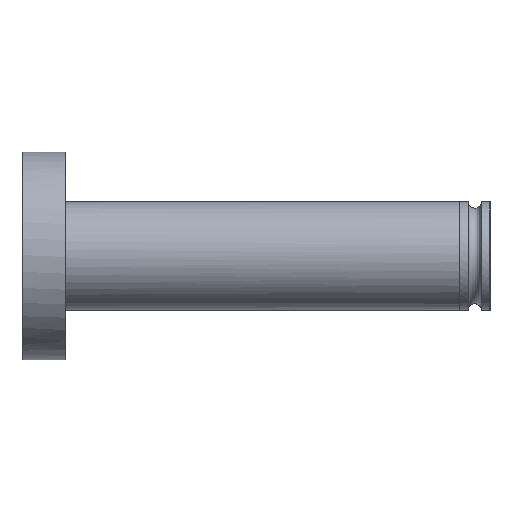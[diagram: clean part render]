
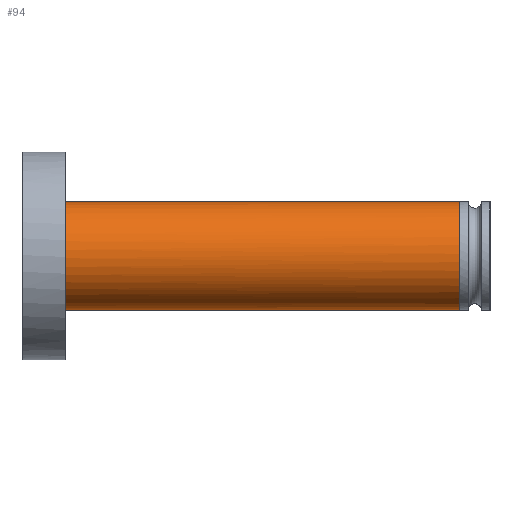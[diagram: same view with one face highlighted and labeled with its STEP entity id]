
A CAD part, left-side view. The second image highlights one B-rep face of the part: STEP entity #94.
In plain terms, the highlighted free-form (B-spline) face has degree [3, 1] with [4, 2] control points.
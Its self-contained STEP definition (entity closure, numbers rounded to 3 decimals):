
#94=ADVANCED_FACE('',(#126),#898,.T.);
#126=FACE_OUTER_BOUND('',#160,.T.);
#160=EDGE_LOOP('',(#205,#206,#207,#208));
#205=ORIENTED_EDGE('',*,*,#693,.T.);
#206=ORIENTED_EDGE('',*,*,#690,.F.);
#207=ORIENTED_EDGE('',*,*,#694,.T.);
#208=ORIENTED_EDGE('',*,*,#688,.F.);
#302=PCURVE('',#897,#404);
#304=PCURVE('',#897,#406);
#307=PCURVE('',#898,#409);
#308=PCURVE('',#898,#410);
#309=PCURVE('',#898,#411);
#310=PCURVE('',#898,#412);
#404=DEFINITIONAL_REPRESENTATION('',(#506),#2188);
#406=DEFINITIONAL_REPRESENTATION('',(#508),#2188);
#409=DEFINITIONAL_REPRESENTATION('',(#512),#2188);
#410=DEFINITIONAL_REPRESENTATION('',(#513),#2188);
#411=DEFINITIONAL_REPRESENTATION('',(#514),#2188);
#412=DEFINITIONAL_REPRESENTATION('',(#515),#2188);
#506=B_SPLINE_CURVE_WITH_KNOTS('',1,(#1143,#1144),.UNSPECIFIED.,.F.,.F.,
(2,2),(0.,1.),.UNSPECIFIED.);
#508=B_SPLINE_CURVE_WITH_KNOTS('',1,(#1153,#1154),.UNSPECIFIED.,.F.,.F.,
(2,2),(-1.,0.),.UNSPECIFIED.);
#512=B_SPLINE_CURVE_WITH_KNOTS('',1,(#1214,#1215),.UNSPECIFIED.,.F.,.F.,
(2,2),(0.5,1.),.UNSPECIFIED.);
#513=B_SPLINE_CURVE_WITH_KNOTS('',1,(#1216,#1217),.UNSPECIFIED.,.F.,.F.,
(2,2),(-1.,0.),.UNSPECIFIED.);
#514=B_SPLINE_CURVE_WITH_KNOTS('',1,(#1222,#1223),.UNSPECIFIED.,.F.,.F.,
(2,2),(-1.,-0.5),.UNSPECIFIED.);
#515=B_SPLINE_CURVE_WITH_KNOTS('',1,(#1224,#1225),.UNSPECIFIED.,.F.,.F.,
(2,2),(0.,1.),.UNSPECIFIED.);
#608=SURFACE_CURVE('',#768,(#302,#310),.PCURVE_S1.);
#610=SURFACE_CURVE('',#770,(#304,#308),.PCURVE_S1.);
#613=SURFACE_CURVE('',#772,(#307),.PCURVE_S1.);
#614=SURFACE_CURVE('',#773,(#309),.PCURVE_S1.);
#688=EDGE_CURVE('',#847,#848,#608,.T.);
#690=EDGE_CURVE('',#845,#844,#610,.T.);
#693=EDGE_CURVE('',#847,#844,#613,.T.);
#694=EDGE_CURVE('',#845,#848,#614,.T.);
#768=(
BOUNDED_CURVE()
B_SPLINE_CURVE(1,(#1141,#1142),.UNSPECIFIED.,.F.,.F.)
B_SPLINE_CURVE_WITH_KNOTS((2,2),(0.,1.),.UNSPECIFIED.)
CURVE()
GEOMETRIC_REPRESENTATION_ITEM()
RATIONAL_B_SPLINE_CURVE((1.,1.))
REPRESENTATION_ITEM('')
);
#770=(
BOUNDED_CURVE()
B_SPLINE_CURVE(1,(#1151,#1152),.UNSPECIFIED.,.F.,.F.)
B_SPLINE_CURVE_WITH_KNOTS((2,2),(-1.,0.),.UNSPECIFIED.)
CURVE()
GEOMETRIC_REPRESENTATION_ITEM()
RATIONAL_B_SPLINE_CURVE((1.,1.))
REPRESENTATION_ITEM('')
);
#772=(
BOUNDED_CURVE()
B_SPLINE_CURVE(3,(#1210,#1211,#1212,#1213),.UNSPECIFIED.,.F.,.F.)
B_SPLINE_CURVE_WITH_KNOTS((4,4),(0.5,1.),.UNSPECIFIED.)
CURVE()
GEOMETRIC_REPRESENTATION_ITEM()
RATIONAL_B_SPLINE_CURVE((1.,0.333,0.333,1.))
REPRESENTATION_ITEM('')
);
#773=(
BOUNDED_CURVE()
B_SPLINE_CURVE(3,(#1218,#1219,#1220,#1221),.UNSPECIFIED.,.F.,.F.)
B_SPLINE_CURVE_WITH_KNOTS((4,4),(-1.,-0.5),.UNSPECIFIED.)
CURVE()
GEOMETRIC_REPRESENTATION_ITEM()
RATIONAL_B_SPLINE_CURVE((1.,0.333,0.333,1.))
REPRESENTATION_ITEM('')
);
#844=VERTEX_POINT('',#1136);
#845=VERTEX_POINT('',#1137);
#847=VERTEX_POINT('',#1139);
#848=VERTEX_POINT('',#1140);
#897=(
BOUNDED_SURFACE()
B_SPLINE_SURFACE(3,1,((#1120,#1121),(#1122,#1123),(#1124,#1125),(#1126,
#1127)),.UNSPECIFIED.,.F.,.F.,.F.)
B_SPLINE_SURFACE_WITH_KNOTS((4,4),(2,2),(0.,0.5),(0.,1.),.UNSPECIFIED.)
GEOMETRIC_REPRESENTATION_ITEM()
RATIONAL_B_SPLINE_SURFACE(((1.,1.),(0.333,0.333),
(0.333,0.333),(1.,1.)))
REPRESENTATION_ITEM('')
SURFACE()
);
#898=(
BOUNDED_SURFACE()
B_SPLINE_SURFACE(3,1,((#1128,#1129),(#1130,#1131),(#1132,#1133),(#1134,
#1135)),.UNSPECIFIED.,.F.,.F.,.F.)
B_SPLINE_SURFACE_WITH_KNOTS((4,4),(2,2),(0.5,1.),(0.,1.),.UNSPECIFIED.)
GEOMETRIC_REPRESENTATION_ITEM()
RATIONAL_B_SPLINE_SURFACE(((1.,1.),(0.333,0.333),
(0.333,0.333),(1.,1.)))
REPRESENTATION_ITEM('')
SURFACE()
);
#1120=CARTESIAN_POINT('',(-125.,-17.32,11.967));
#1121=CARTESIAN_POINT('',(-125.,73.68,11.967));
#1122=CARTESIAN_POINT('',(-100.,-17.32,11.967));
#1123=CARTESIAN_POINT('',(-100.,73.68,11.967));
#1124=CARTESIAN_POINT('',(-100.,-17.32,-13.033));
#1125=CARTESIAN_POINT('',(-100.,73.68,-13.033));
#1126=CARTESIAN_POINT('',(-125.,-17.32,-13.033));
#1127=CARTESIAN_POINT('',(-125.,73.68,-13.033));
#1128=CARTESIAN_POINT('',(-125.,-17.32,-13.033));
#1129=CARTESIAN_POINT('',(-125.,73.68,-13.033));
#1130=CARTESIAN_POINT('',(-150.,-17.32,-13.033));
#1131=CARTESIAN_POINT('',(-150.,73.68,-13.033));
#1132=CARTESIAN_POINT('',(-150.,-17.32,11.967));
#1133=CARTESIAN_POINT('',(-150.,73.68,11.967));
#1134=CARTESIAN_POINT('',(-125.,-17.32,11.967));
#1135=CARTESIAN_POINT('',(-125.,73.68,11.967));
#1136=CARTESIAN_POINT('',(-125.,-17.32,11.967));
#1137=CARTESIAN_POINT('',(-125.,73.68,11.967));
#1139=CARTESIAN_POINT('',(-125.,-17.32,-13.033));
#1140=CARTESIAN_POINT('',(-125.,73.68,-13.033));
#1141=CARTESIAN_POINT('',(-125.,-17.32,-13.033));
#1142=CARTESIAN_POINT('',(-125.,73.68,-13.033));
#1143=CARTESIAN_POINT('',(0.5,0.));
#1144=CARTESIAN_POINT('',(0.5,1.));
#1151=CARTESIAN_POINT('',(-125.,73.68,11.967));
#1152=CARTESIAN_POINT('',(-125.,-17.32,11.967));
#1153=CARTESIAN_POINT('',(0.,1.));
#1154=CARTESIAN_POINT('',(0.,0.));
#1210=CARTESIAN_POINT('',(-125.,-17.32,-13.033));
#1211=CARTESIAN_POINT('',(-150.,-17.32,-13.033));
#1212=CARTESIAN_POINT('',(-150.,-17.32,11.967));
#1213=CARTESIAN_POINT('',(-125.,-17.32,11.967));
#1214=CARTESIAN_POINT('',(0.5,0.));
#1215=CARTESIAN_POINT('',(1.,0.));
#1216=CARTESIAN_POINT('',(1.,1.));
#1217=CARTESIAN_POINT('',(1.,0.));
#1218=CARTESIAN_POINT('',(-125.,73.68,11.967));
#1219=CARTESIAN_POINT('',(-150.,73.68,11.967));
#1220=CARTESIAN_POINT('',(-150.,73.68,-13.033));
#1221=CARTESIAN_POINT('',(-125.,73.68,-13.033));
#1222=CARTESIAN_POINT('',(1.,1.));
#1223=CARTESIAN_POINT('',(0.5,1.));
#1224=CARTESIAN_POINT('',(0.5,0.));
#1225=CARTESIAN_POINT('',(0.5,1.));
#2188=(
GEOMETRIC_REPRESENTATION_CONTEXT(2)
PARAMETRIC_REPRESENTATION_CONTEXT()
REPRESENTATION_CONTEXT('pspace','')
);
